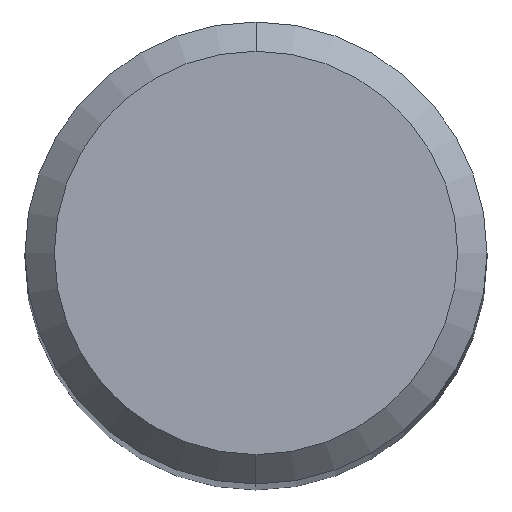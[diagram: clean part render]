
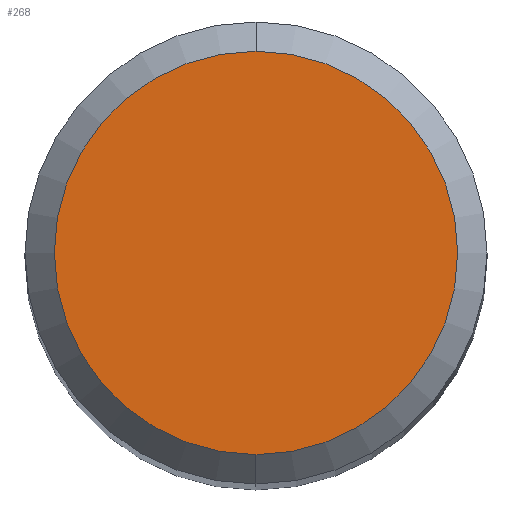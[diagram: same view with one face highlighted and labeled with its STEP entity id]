
A CAD part, top view. The second image highlights one B-rep face of the part: STEP entity #268.
In plain terms, the highlighted planar face has unit normal (0, 0, 1).
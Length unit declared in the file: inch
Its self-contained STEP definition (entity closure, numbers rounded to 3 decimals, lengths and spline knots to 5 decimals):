
#6 = DIRECTION ( 'NONE',  ( 0., 0., 1. ) ) ;
#7 = CARTESIAN_POINT ( 'NONE',  ( 0., 0.1031, 0. ) ) ;
#51 = PLANE ( 'NONE',  #458 ) ;
#59 = DIRECTION ( 'NONE',  ( 0., 0., 1. ) ) ;
#126 = DIRECTION ( 'NONE',  ( 0., 0., -1. ) ) ;
#136 = EDGE_CURVE ( 'NONE', #513, #193, #421, .T. ) ;
#167 = AXIS2_PLACEMENT_3D ( 'NONE', #217, #59, #209 ) ;
#193 = VERTEX_POINT ( 'NONE', #7 ) ;
#209 = DIRECTION ( 'NONE',  ( 0., -1., 0. ) ) ;
#217 = CARTESIAN_POINT ( 'NONE',  ( 0., 0., 0. ) ) ;
#241 = DIRECTION ( 'NONE',  ( 0., -1., 0. ) ) ;
#268 = ADVANCED_FACE ( 'NONE', ( #282 ), #51, .F. ) ;
#282 = FACE_OUTER_BOUND ( 'NONE', #327, .T. ) ;
#314 = ORIENTED_EDGE ( 'NONE', *, *, #386, .T. ) ;
#326 = CARTESIAN_POINT ( 'NONE',  ( 0., 0., 0. ) ) ;
#327 = EDGE_LOOP ( 'NONE', ( #314, #358 ) ) ;
#358 = ORIENTED_EDGE ( 'NONE', *, *, #136, .T. ) ;
#386 = EDGE_CURVE ( 'NONE', #193, #513, #416, .T. ) ;
#398 = AXIS2_PLACEMENT_3D ( 'NONE', #326, #6, #241 ) ;
#416 = CIRCLE ( 'NONE', #167, 0.1031 ) ;
#421 = CIRCLE ( 'NONE', #398, 0.1031 ) ;
#425 = CARTESIAN_POINT ( 'NONE',  ( 0., -0.1031, 0. ) ) ;
#447 = DIRECTION ( 'NONE',  ( 0., 1., 0. ) ) ;
#458 = AXIS2_PLACEMENT_3D ( 'NONE', #491, #126, #447 ) ;
#491 = CARTESIAN_POINT ( 'NONE',  ( 0., 0.1031, 0. ) ) ;
#513 = VERTEX_POINT ( 'NONE', #425 ) ;
